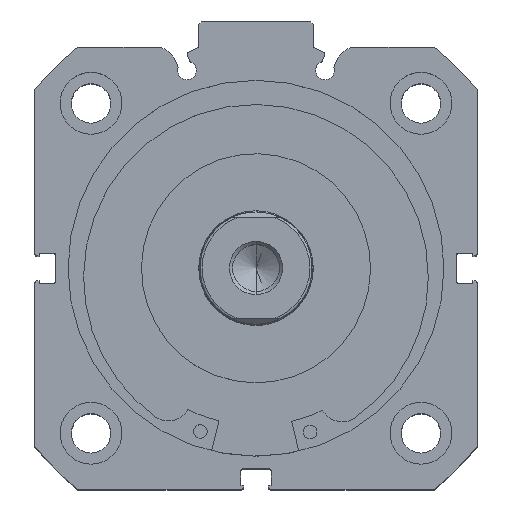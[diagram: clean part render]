
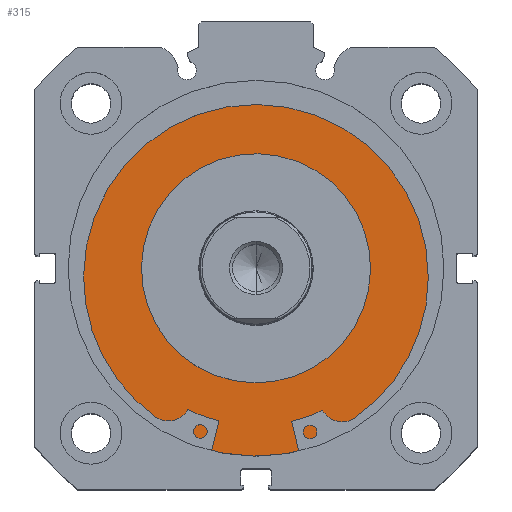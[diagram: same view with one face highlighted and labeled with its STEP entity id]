
A CAD part, top view. The second image highlights one B-rep face of the part: STEP entity #315.
In plain terms, the highlighted face is planar.
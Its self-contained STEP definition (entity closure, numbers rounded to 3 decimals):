
#298 = CARTESIAN_POINT ( 'NONE',  ( 4., 0., -25. ) ) ;
#308 = CARTESIAN_POINT ( 'NONE',  ( 4., 0., 25. ) ) ;
#309 = CARTESIAN_POINT ( 'NONE',  ( 4., 0., 41. ) ) ;
#315 = ADVANCED_FACE ( 'NONE', ( #1913, #1924 ), #901, .F. ) ;
#322 = CARTESIAN_POINT ( 'NONE',  ( 4., 0., -41. ) ) ;
#839 = VERTEX_POINT ( 'NONE', #308 ) ;
#848 = VERTEX_POINT ( 'NONE', #322 ) ;
#852 = VERTEX_POINT ( 'NONE', #309 ) ;
#860 = VERTEX_POINT ( 'NONE', #298 ) ;
#896 = DIRECTION ( 'NONE',  ( 0., 0., -1. ) ) ;
#897 = DIRECTION ( 'NONE',  ( 1., 0., 0. ) ) ;
#901 = PLANE ( 'NONE',  #6872 ) ;
#902 = CARTESIAN_POINT ( 'NONE',  ( 4., 41., 0. ) ) ;
#1614 = EDGE_LOOP ( 'NONE', ( #5121, #5337 ) ) ;
#1618 = EDGE_LOOP ( 'NONE', ( #5227, #5299 ) ) ;
#1913 = FACE_BOUND ( 'NONE', #1618, .T. ) ;
#1924 = FACE_OUTER_BOUND ( 'NONE', #1614, .T. ) ;
#3306 = CARTESIAN_POINT ( 'NONE',  ( 4., 0., 0. ) ) ;
#3307 = DIRECTION ( 'NONE',  ( -1., 0., 0. ) ) ;
#3308 = DIRECTION ( 'NONE',  ( 0., 0., 1. ) ) ;
#3319 = CARTESIAN_POINT ( 'NONE',  ( 4., 0., 0. ) ) ;
#3320 = DIRECTION ( 'NONE',  ( -1., 0., 0. ) ) ;
#3321 = DIRECTION ( 'NONE',  ( 0., 0., 1. ) ) ;
#3331 = CARTESIAN_POINT ( 'NONE',  ( 4., 0., 0. ) ) ;
#3339 = CARTESIAN_POINT ( 'NONE',  ( 4., 0., 0. ) ) ;
#3342 = DIRECTION ( 'NONE',  ( -1., 0., 0. ) ) ;
#3343 = DIRECTION ( 'NONE',  ( 0., 0., 1. ) ) ;
#3344 = DIRECTION ( 'NONE',  ( -1., 0., 0. ) ) ;
#3345 = DIRECTION ( 'NONE',  ( 0., 0., 1. ) ) ;
#4116 = CIRCLE ( 'NONE', #7199, 41. ) ;
#4125 = CIRCLE ( 'NONE', #7203, 25. ) ;
#4135 = CIRCLE ( 'NONE', #7205, 25. ) ;
#4136 = CIRCLE ( 'NONE', #7209, 41. ) ;
#5121 = ORIENTED_EDGE ( 'NONE', *, *, #6642, .T. ) ;
#5227 = ORIENTED_EDGE ( 'NONE', *, *, #6648, .F. ) ;
#5299 = ORIENTED_EDGE ( 'NONE', *, *, #6657, .F. ) ;
#5337 = ORIENTED_EDGE ( 'NONE', *, *, #6658, .T. ) ;
#6642 = EDGE_CURVE ( 'NONE', #852, #848, #4116, .T. ) ;
#6648 = EDGE_CURVE ( 'NONE', #839, #860, #4125, .T. ) ;
#6657 = EDGE_CURVE ( 'NONE', #860, #839, #4135, .T. ) ;
#6658 = EDGE_CURVE ( 'NONE', #848, #852, #4136, .T. ) ;
#6872 = AXIS2_PLACEMENT_3D ( 'NONE', #902, #897, #896 ) ;
#7199 = AXIS2_PLACEMENT_3D ( 'NONE', #3306, #3307, #3308 ) ;
#7203 = AXIS2_PLACEMENT_3D ( 'NONE', #3319, #3320, #3321 ) ;
#7205 = AXIS2_PLACEMENT_3D ( 'NONE', #3339, #3342, #3343 ) ;
#7209 = AXIS2_PLACEMENT_3D ( 'NONE', #3331, #3344, #3345 ) ;
